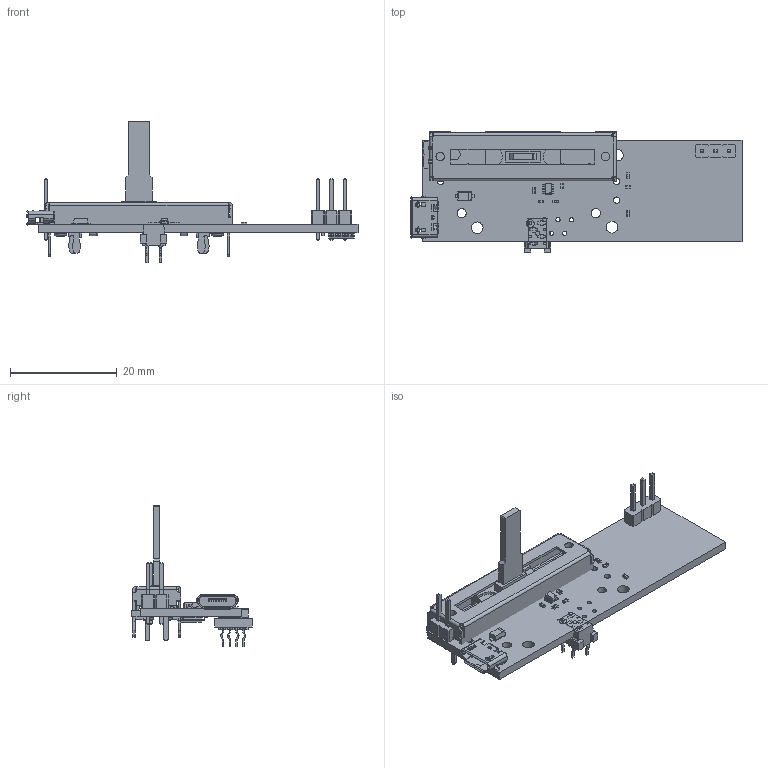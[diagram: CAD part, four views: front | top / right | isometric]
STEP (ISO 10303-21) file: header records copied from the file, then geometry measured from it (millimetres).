
FILE_DESCRIPTION(('FreeCAD Model'),'2;1');
FILE_NAME('roboy_sno1.step', '2019-02-02T17:43:23',('kicad StepUp'),('ksu MCAD'), 'Open CASCADE STEP processor 6.9','FreeCAD','Unknown');
FILE_SCHEMA(('AUTOMOTIVE_DESIGN { 1 0 10303 214 1 1 1 1 }'));
Length unit declared in the file: millimetre
Products named in the file (25): ASSEMBLY; Pcb; Potentiometer_Bourns_PTA2043_Single_Slide_; DFN_6_1EP_3x3mm_Pitch095mm_; C_0402_; C_0402_001; D_SOD_123F_; USB_Micro-B_Molex_47346-0001_; PinHeader_1x02_P254mm_Vertical_; SOT_363_SC_70_6_; R_0402_; R_0402_001; R_0402_002; R_0402_003; C_0402_002; C_0402_003; PinHeader_1x03_P254mm_Vertical_; TSSOP_14_44x5mm_Pitch065mm_; R_0402_004; R_0402_005; R_0402_006; C-215079-4_; R_0402_1005Metric_; R_0402_1005Metric_001; R_0402_1005Metric_002
Assembly tree (24 placements, depth 2):
  ASSEMBLY
    Pcb
    Potentiometer_Bourns_PTA2043_Single_Slide_
    DFN_6_1EP_3x3mm_Pitch095mm_
    C_0402_
    C_0402_001
    D_SOD_123F_
    USB_Micro-B_Molex_47346-0001_
    PinHeader_1x02_P254mm_Vertical_
    SOT_363_SC_70_6_
    R_0402_
    R_0402_001
    R_0402_002
    R_0402_003
    C_0402_002
    C_0402_003
    PinHeader_1x03_P254mm_Vertical_
    TSSOP_14_44x5mm_Pitch065mm_
    R_0402_004
    R_0402_005
    R_0402_006
    C-215079-4_
    R_0402_1005Metric_
    R_0402_1005Metric_001
    R_0402_1005Metric_002
Bounding box: 62.27 x 22.53 x 26.45 mm (x, y, z)
Volume: 2984 mm3; surface area: 6175.2 mm2
Topology: 25 solids, 28 shells, 2276 faces, 6323 edges, 4101 vertices
Faces by surface type: plane 1667, cylinder 513, bspline 86, torus 6, sphere 4
Full cylindrical faces by diameter (mm): 0.15 x1, 0.4 x3, 0.5 x2, 0.8 x10, 1 x5, 1.1 x1, 1.2 x6, 1.27 x4, 1.5 x1, 1.6 x6, 1.7 x4, 2.2 x4, 2.4 x3, 2.6 x2
Entity records: 86199 total; most frequent: CARTESIAN_POINT 13753, ORIENTED_EDGE 12638, DIRECTION 11768, EDGE_CURVE 6319, LINE 5088, VECTOR 5088, VERTEX_POINT 4101, AXIS2_PLACEMENT_3D 3340
